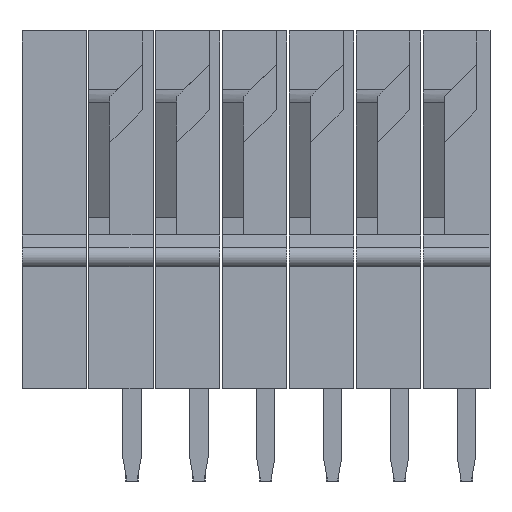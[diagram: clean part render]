
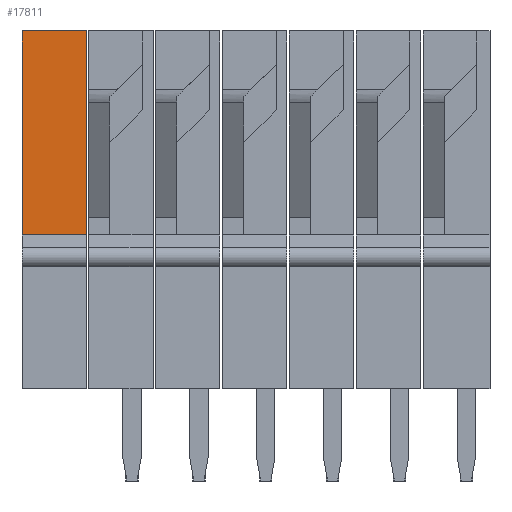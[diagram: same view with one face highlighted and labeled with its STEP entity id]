
A CAD part, left-side view. The second image highlights one B-rep face of the part: STEP entity #17811.
In plain terms, the highlighted planar face has unit normal (-1, 0, 0).
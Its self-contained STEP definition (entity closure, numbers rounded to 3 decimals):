
#16957 = VERTEX_POINT('',#16958);
#16958 = CARTESIAN_POINT('',(-4.59,4.18,5.9));
#16964 = EDGE_CURVE('',#16957,#16965,#16967,.T.);
#16965 = VERTEX_POINT('',#16966);
#16966 = CARTESIAN_POINT('',(-4.59,4.18,13.65));
#16967 = LINE('',#16968,#16969);
#16968 = CARTESIAN_POINT('',(-4.59,4.18,5.9));
#16969 = VECTOR('',#16970,1.);
#16970 = DIRECTION('',(0.,0.,1.));
#17792 = VERTEX_POINT('',#17793);
#17793 = CARTESIAN_POINT('',(-4.59,1.74,13.65));
#17801 = EDGE_CURVE('',#17792,#16965,#17802,.T.);
#17802 = LINE('',#17803,#17804);
#17803 = CARTESIAN_POINT('',(-4.59,1.74,13.65));
#17804 = VECTOR('',#17805,1.);
#17805 = DIRECTION('',(0.,1.,0.));
#17811 = ADVANCED_FACE('',(#17812),#17830,.T.);
#17812 = FACE_BOUND('',#17813,.T.);
#17813 = EDGE_LOOP('',(#17814,#17822,#17823,#17824));
#17814 = ORIENTED_EDGE('',*,*,#17815,.F.);
#17815 = EDGE_CURVE('',#17792,#17816,#17818,.T.);
#17816 = VERTEX_POINT('',#17817);
#17817 = CARTESIAN_POINT('',(-4.59,1.74,5.9));
#17818 = LINE('',#17819,#17820);
#17819 = CARTESIAN_POINT('',(-4.59,1.74,13.65));
#17820 = VECTOR('',#17821,1.);
#17821 = DIRECTION('',(0.,0.,-1.));
#17822 = ORIENTED_EDGE('',*,*,#17801,.T.);
#17823 = ORIENTED_EDGE('',*,*,#16964,.F.);
#17824 = ORIENTED_EDGE('',*,*,#17825,.F.);
#17825 = EDGE_CURVE('',#17816,#16957,#17826,.T.);
#17826 = LINE('',#17827,#17828);
#17827 = CARTESIAN_POINT('',(-4.59,1.74,5.9));
#17828 = VECTOR('',#17829,1.);
#17829 = DIRECTION('',(0.,1.,0.));
#17830 = PLANE('',#17831);
#17831 = AXIS2_PLACEMENT_3D('',#17832,#17833,#17834);
#17832 = CARTESIAN_POINT('',(-4.59,-13.6,0.05));
#17833 = DIRECTION('',(-1.,0.,0.));
#17834 = DIRECTION('',(0.,-1.,0.));
